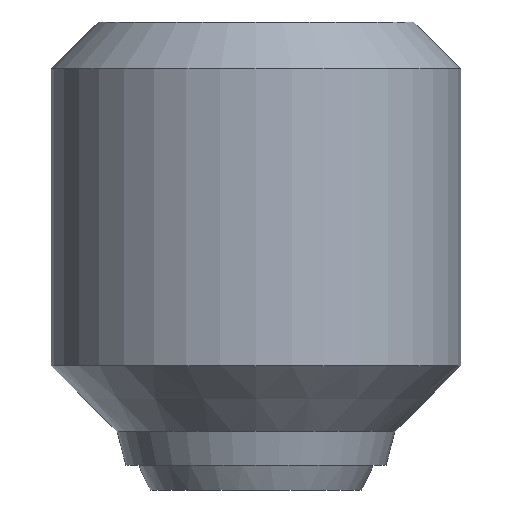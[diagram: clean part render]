
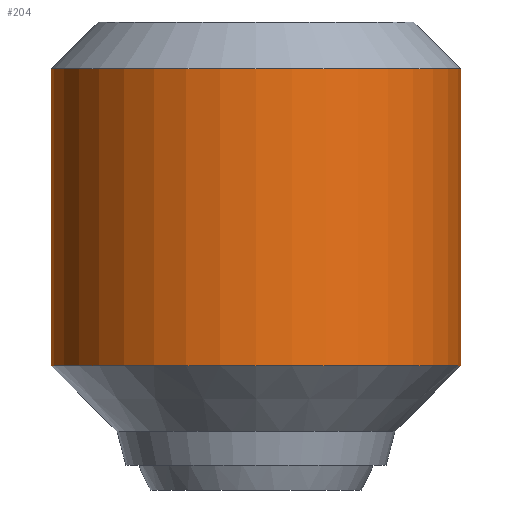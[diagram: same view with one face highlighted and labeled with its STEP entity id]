
A CAD part, front view. The second image highlights one B-rep face of the part: STEP entity #204.
In plain terms, the highlighted cylindrical face has radius 7 mm (diameter 14 mm), a partial arc.
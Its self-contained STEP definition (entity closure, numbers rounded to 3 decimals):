
#134=VERTEX_POINT('',#335);
#196=VERTEX_POINT('',#402);
#204=ADVANCED_FACE('',(#412),#413,.T.);
#226=EDGE_CURVE('',#296,#196,#441,.T.);
#232=EDGE_CURVE('',#296,#280,#447,.T.);
#252=EDGE_CURVE('',#280,#134,#469,.T.);
#280=VERTEX_POINT('',#500);
#288=EDGE_CURVE('',#134,#196,#510,.T.);
#296=VERTEX_POINT('',#518);
#335=CARTESIAN_POINT('',(7.,0.,-1.6));
#402=CARTESIAN_POINT('',(7.,0.,-11.75));
#412=FACE_OUTER_BOUND('',#675,.T.);
#413=CYLINDRICAL_SURFACE('',#676,7.0);
#441=CIRCLE('',#712,7.0);
#447=LINE('',#719,#720);
#469=CIRCLE('',#748,7.0);
#500=CARTESIAN_POINT('',(-7.,0.,-1.6));
#510=LINE('',#818,#819);
#518=CARTESIAN_POINT('',(-7.,0.,-11.75));
#675=EDGE_LOOP('',(#950,#951,#952,#953));
#676=AXIS2_PLACEMENT_3D('',#954,#955,#956);
#712=AXIS2_PLACEMENT_3D('',#1006,#1007,#1008);
#719=CARTESIAN_POINT('',(-7.,0.,-6.675));
#720=VECTOR('',#1009,1.0);
#748=AXIS2_PLACEMENT_3D('',#1036,#1037,#1038);
#818=CARTESIAN_POINT('',(7.,0.,-6.675));
#819=VECTOR('',#1084,1.0);
#950=ORIENTED_EDGE('',*,*,#232,.F.);
#951=ORIENTED_EDGE('',*,*,#226,.T.);
#952=ORIENTED_EDGE('',*,*,#288,.F.);
#953=ORIENTED_EDGE('',*,*,#252,.F.);
#954=CARTESIAN_POINT('',(0.,0.,-6.675));
#955=DIRECTION('',(-0.0,-0.0,-1.0));
#956=DIRECTION('',(-1.0,0.,0.0));
#1006=CARTESIAN_POINT('',(0.,0.,-11.75));
#1007=DIRECTION('',(0.0,0.0,1.0));
#1008=DIRECTION('',(-1.0,0.,0.0));
#1009=DIRECTION('',(0.0,0.0,1.0));
#1036=CARTESIAN_POINT('',(0.,0.,-1.6));
#1037=DIRECTION('',(0.0,0.0,1.0));
#1038=DIRECTION('',(-1.0,0.,0.0));
#1084=DIRECTION('',(-0.0,-0.0,-1.0));
